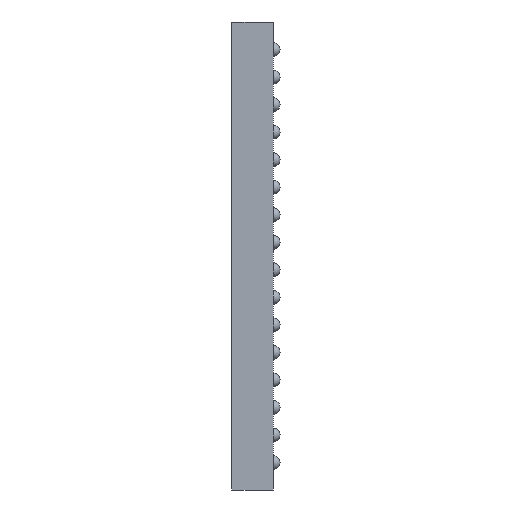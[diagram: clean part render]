
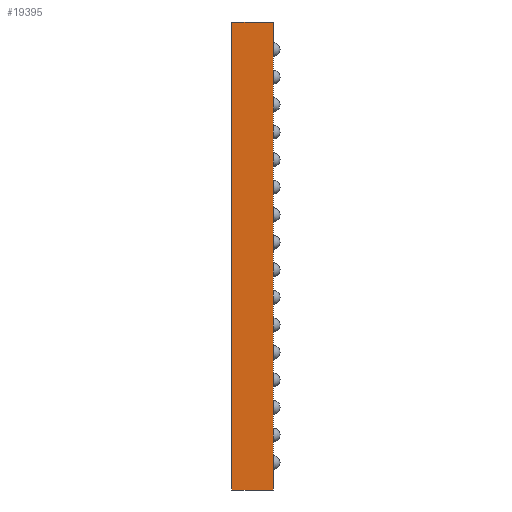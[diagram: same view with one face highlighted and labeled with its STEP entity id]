
A CAD part, left-side view. The second image highlights one B-rep face of the part: STEP entity #19395.
In plain terms, the highlighted planar face has unit normal (-1, 0, 0).
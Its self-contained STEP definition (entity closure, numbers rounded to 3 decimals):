
#71 = ORIENTED_EDGE ( 'NONE', *, *, #17367, .F. ) ;
#3390 = CARTESIAN_POINT ( 'NONE',  ( -8.5, 1.5, -8.5 ) ) ;
#3702 = CARTESIAN_POINT ( 'NONE',  ( -8.5, 1.5, 8.5 ) ) ;
#4109 = EDGE_CURVE ( 'NONE', #15152, #4546, #24309, .T. ) ;
#4546 = VERTEX_POINT ( 'NONE', #7947 ) ;
#5410 = LINE ( 'NONE', #11669, #16567 ) ;
#5643 = DIRECTION ( 'NONE',  ( 0., 0., -1. ) ) ;
#5936 = DIRECTION ( 'NONE',  ( 0., -1., 0. ) ) ;
#7403 = DIRECTION ( 'NONE',  ( 0., -1., 0. ) ) ;
#7947 = CARTESIAN_POINT ( 'NONE',  ( -8.5, 0., 8.5 ) ) ;
#8122 = LINE ( 'NONE', #25183, #13347 ) ;
#11669 = CARTESIAN_POINT ( 'NONE',  ( -8.5, 1.5, -8.5 ) ) ;
#12053 = CARTESIAN_POINT ( 'NONE',  ( -8.5, 1.5, -8.5 ) ) ;
#13347 = VECTOR ( 'NONE', #7403, 1000. ) ;
#13831 = ORIENTED_EDGE ( 'NONE', *, *, #16053, .F. ) ;
#15152 = VERTEX_POINT ( 'NONE', #24970 ) ;
#15699 = CARTESIAN_POINT ( 'NONE',  ( -8.5, 1.5, 8.5 ) ) ;
#15872 = ORIENTED_EDGE ( 'NONE', *, *, #19769, .T. ) ;
#15979 = ORIENTED_EDGE ( 'NONE', *, *, #4109, .T. ) ;
#16045 = LINE ( 'NONE', #3702, #21289 ) ;
#16053 = EDGE_CURVE ( 'NONE', #19872, #26030, #5410, .T. ) ;
#16567 = VECTOR ( 'NONE', #22767, 1000. ) ;
#16666 = PLANE ( 'NONE',  #17710 ) ;
#17367 = EDGE_CURVE ( 'NONE', #26030, #4546, #16045, .T. ) ;
#17484 = CARTESIAN_POINT ( 'NONE',  ( -8.5, 0., -8.5 ) ) ;
#17543 = FACE_OUTER_BOUND ( 'NONE', #28366, .T. ) ;
#17710 = AXIS2_PLACEMENT_3D ( 'NONE', #3390, #18992, #5643 ) ;
#18402 = VECTOR ( 'NONE', #19934, 1000. ) ;
#18992 = DIRECTION ( 'NONE',  ( 1., 0., 0. ) ) ;
#19395 = ADVANCED_FACE ( 'NONE', ( #17543 ), #16666, .F. ) ;
#19769 = EDGE_CURVE ( 'NONE', #19872, #15152, #8122, .T. ) ;
#19872 = VERTEX_POINT ( 'NONE', #12053 ) ;
#19934 = DIRECTION ( 'NONE',  ( 0., 0., 1. ) ) ;
#21289 = VECTOR ( 'NONE', #5936, 1000. ) ;
#22767 = DIRECTION ( 'NONE',  ( 0., 0., 1. ) ) ;
#24309 = LINE ( 'NONE', #17484, #18402 ) ;
#24970 = CARTESIAN_POINT ( 'NONE',  ( -8.5, 0., -8.5 ) ) ;
#25183 = CARTESIAN_POINT ( 'NONE',  ( -8.5, 1.5, -8.5 ) ) ;
#26030 = VERTEX_POINT ( 'NONE', #15699 ) ;
#28366 = EDGE_LOOP ( 'NONE', ( #15979, #71, #13831, #15872 ) ) ;
